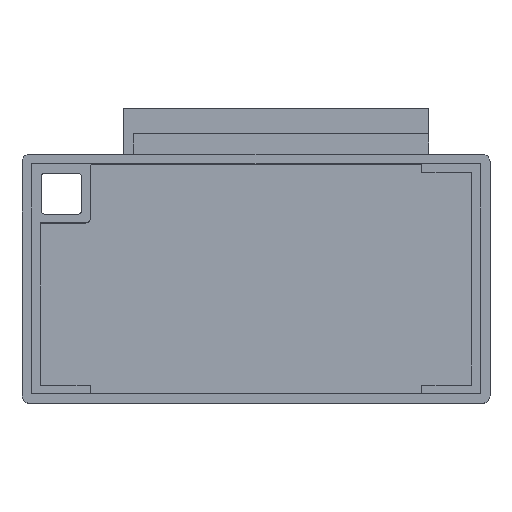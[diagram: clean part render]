
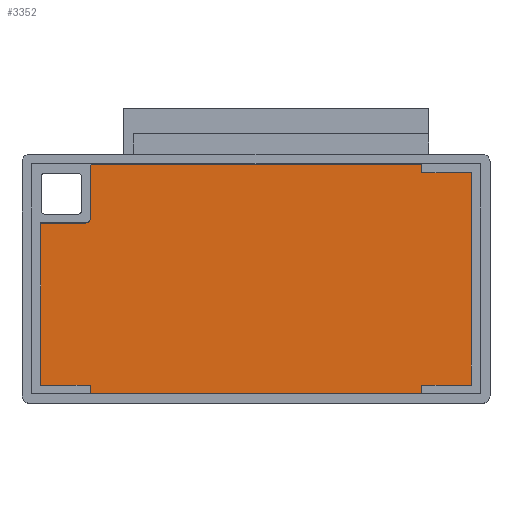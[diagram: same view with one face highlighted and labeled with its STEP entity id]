
A CAD part, top view. The second image highlights one B-rep face of the part: STEP entity #3352.
In plain terms, the highlighted planar face has unit normal (0, 0, 1).
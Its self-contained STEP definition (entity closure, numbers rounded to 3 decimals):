
#1643 = VERTEX_POINT('',#1644);
#1644 = CARTESIAN_POINT('',(-32.6,-22.6,2.));
#1650 = EDGE_CURVE('',#1643,#1651,#1653,.T.);
#1651 = VERTEX_POINT('',#1652);
#1652 = CARTESIAN_POINT('',(32.6,-22.6,2.));
#1653 = LINE('',#1654,#1655);
#1654 = CARTESIAN_POINT('',(-44.1,-22.6,2.));
#1655 = VECTOR('',#1656,1.);
#1656 = DIRECTION('',(1.,0.,0.));
#1841 = VERTEX_POINT('',#1842);
#1842 = CARTESIAN_POINT('',(32.6,22.6,2.));
#1848 = EDGE_CURVE('',#1841,#1849,#1851,.T.);
#1849 = VERTEX_POINT('',#1850);
#1850 = CARTESIAN_POINT('',(-32.5,22.6,2.));
#1851 = LINE('',#1852,#1853);
#1852 = CARTESIAN_POINT('',(44.1,22.6,2.));
#1853 = VECTOR('',#1854,1.);
#1854 = DIRECTION('',(-1.,0.,0.));
#3309 = VERTEX_POINT('',#3310);
#3310 = CARTESIAN_POINT('',(-32.6,-20.85,2.));
#3318 = EDGE_CURVE('',#3309,#1643,#3319,.T.);
#3319 = LINE('',#3320,#3321);
#3320 = CARTESIAN_POINT('',(-32.6,-20.85,2.));
#3321 = VECTOR('',#3322,1.);
#3322 = DIRECTION('',(0.,-1.,0.));
#3335 = VERTEX_POINT('',#3336);
#3336 = CARTESIAN_POINT('',(32.6,-20.85,2.));
#3342 = EDGE_CURVE('',#1651,#3335,#3343,.T.);
#3343 = LINE('',#3344,#3345);
#3344 = CARTESIAN_POINT('',(32.6,-22.6,2.));
#3345 = VECTOR('',#3346,1.);
#3346 = DIRECTION('',(0.,1.,0.));
#3352 = ADVANCED_FACE('',(#3353),#3428,.T.);
#3353 = FACE_BOUND('',#3354,.T.);
#3354 = EDGE_LOOP('',(#3355,#3356,#3357,#3358,#3366,#3374,#3382,#3388,
    #3389,#3397,#3406,#3414,#3422));
#3355 = ORIENTED_EDGE('',*,*,#3318,.T.);
#3356 = ORIENTED_EDGE('',*,*,#1650,.T.);
#3357 = ORIENTED_EDGE('',*,*,#3342,.T.);
#3358 = ORIENTED_EDGE('',*,*,#3359,.T.);
#3359 = EDGE_CURVE('',#3335,#3360,#3362,.T.);
#3360 = VERTEX_POINT('',#3361);
#3361 = CARTESIAN_POINT('',(42.35,-20.85,2.));
#3362 = LINE('',#3363,#3364);
#3363 = CARTESIAN_POINT('',(32.6,-20.85,2.));
#3364 = VECTOR('',#3365,1.);
#3365 = DIRECTION('',(1.,0.,0.));
#3366 = ORIENTED_EDGE('',*,*,#3367,.T.);
#3367 = EDGE_CURVE('',#3360,#3368,#3370,.T.);
#3368 = VERTEX_POINT('',#3369);
#3369 = CARTESIAN_POINT('',(42.35,20.85,2.));
#3370 = LINE('',#3371,#3372);
#3371 = CARTESIAN_POINT('',(42.35,-20.85,2.));
#3372 = VECTOR('',#3373,1.);
#3373 = DIRECTION('',(0.,1.,0.));
#3374 = ORIENTED_EDGE('',*,*,#3375,.T.);
#3375 = EDGE_CURVE('',#3368,#3376,#3378,.T.);
#3376 = VERTEX_POINT('',#3377);
#3377 = CARTESIAN_POINT('',(32.6,20.85,2.));
#3378 = LINE('',#3379,#3380);
#3379 = CARTESIAN_POINT('',(42.35,20.85,2.));
#3380 = VECTOR('',#3381,1.);
#3381 = DIRECTION('',(-1.,0.,0.));
#3382 = ORIENTED_EDGE('',*,*,#3383,.T.);
#3383 = EDGE_CURVE('',#3376,#1841,#3384,.T.);
#3384 = LINE('',#3385,#3386);
#3385 = CARTESIAN_POINT('',(32.6,20.85,2.));
#3386 = VECTOR('',#3387,1.);
#3387 = DIRECTION('',(0.,1.,0.));
#3388 = ORIENTED_EDGE('',*,*,#1848,.T.);
#3389 = ORIENTED_EDGE('',*,*,#3390,.T.);
#3390 = EDGE_CURVE('',#1849,#3391,#3393,.T.);
#3391 = VERTEX_POINT('',#3392);
#3392 = CARTESIAN_POINT('',(-32.5,12.,2.));
#3393 = LINE('',#3394,#3395);
#3394 = CARTESIAN_POINT('',(-32.5,22.6,2.));
#3395 = VECTOR('',#3396,1.);
#3396 = DIRECTION('',(0.,-1.,0.));
#3397 = ORIENTED_EDGE('',*,*,#3398,.F.);
#3398 = EDGE_CURVE('',#3399,#3391,#3401,.T.);
#3399 = VERTEX_POINT('',#3400);
#3400 = CARTESIAN_POINT('',(-33.5,11.,2.));
#3401 = CIRCLE('',#3402,1.);
#3402 = AXIS2_PLACEMENT_3D('',#3403,#3404,#3405);
#3403 = CARTESIAN_POINT('',(-33.5,12.,2.));
#3404 = DIRECTION('',(0.,0.,1.));
#3405 = DIRECTION('',(1.,0.,0.));
#3406 = ORIENTED_EDGE('',*,*,#3407,.T.);
#3407 = EDGE_CURVE('',#3399,#3408,#3410,.T.);
#3408 = VERTEX_POINT('',#3409);
#3409 = CARTESIAN_POINT('',(-42.35,11.,2.));
#3410 = LINE('',#3411,#3412);
#3411 = CARTESIAN_POINT('',(-33.5,11.,2.));
#3412 = VECTOR('',#3413,1.);
#3413 = DIRECTION('',(-1.,0.,0.));
#3414 = ORIENTED_EDGE('',*,*,#3415,.T.);
#3415 = EDGE_CURVE('',#3408,#3416,#3418,.T.);
#3416 = VERTEX_POINT('',#3417);
#3417 = CARTESIAN_POINT('',(-42.35,-20.85,2.));
#3418 = LINE('',#3419,#3420);
#3419 = CARTESIAN_POINT('',(-42.35,11.,2.));
#3420 = VECTOR('',#3421,1.);
#3421 = DIRECTION('',(0.,-1.,0.));
#3422 = ORIENTED_EDGE('',*,*,#3423,.T.);
#3423 = EDGE_CURVE('',#3416,#3309,#3424,.T.);
#3424 = LINE('',#3425,#3426);
#3425 = CARTESIAN_POINT('',(-42.35,-20.85,2.));
#3426 = VECTOR('',#3427,1.);
#3427 = DIRECTION('',(1.,0.,0.));
#3428 = PLANE('',#3429);
#3429 = AXIS2_PLACEMENT_3D('',#3430,#3431,#3432);
#3430 = CARTESIAN_POINT('',(0.,0.,2.));
#3431 = DIRECTION('',(0.,0.,1.));
#3432 = DIRECTION('',(1.,0.,0.));
